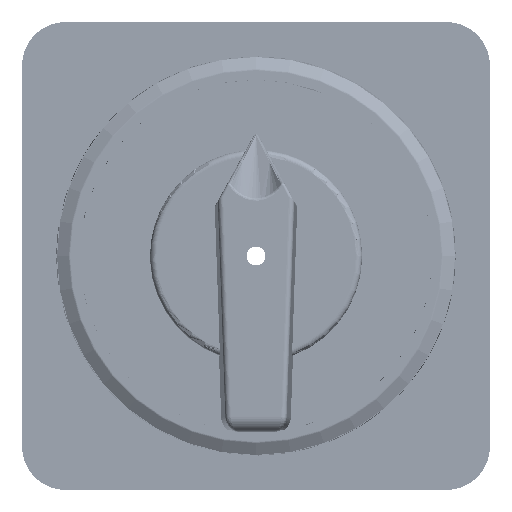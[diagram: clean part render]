
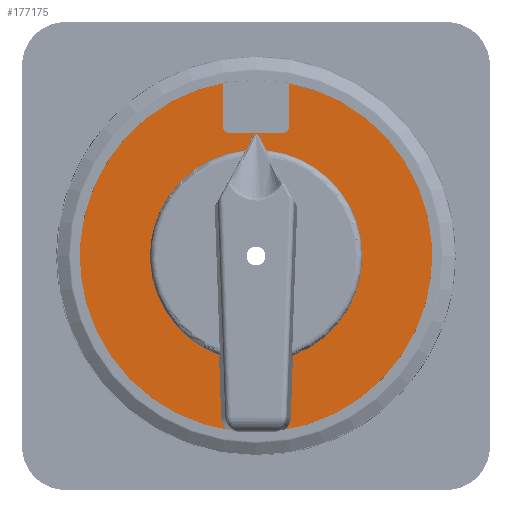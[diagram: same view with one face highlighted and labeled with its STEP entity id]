
A CAD part, front view. The second image highlights one B-rep face of the part: STEP entity #177175.
In plain terms, the highlighted planar face has unit normal (0, -1, 0).
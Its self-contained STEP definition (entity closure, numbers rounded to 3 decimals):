
#172809=CARTESIAN_POINT('',(0.,-14.75,0.));
#172810=DIRECTION('',(0.,1.,0.));
#172811=DIRECTION('',(-0.989,0.,-0.145));
#172812=AXIS2_PLACEMENT_3D('',#172809,#172810,#172811);
#172817=CARTESIAN_POINT('',(0.,-14.75,0.));
#172818=DIRECTION('',(0.,1.,0.));
#172819=DIRECTION('',(-0.989,0.,0.145));
#172820=AXIS2_PLACEMENT_3D('',#172817,#172818,#172819);
#172825=CARTESIAN_POINT('',(-4.3,-14.75,20.75));
#172826=DIRECTION('',(0.,-1.,0.));
#172827=DIRECTION('',(-1.,0.,0.));
#172828=AXIS2_PLACEMENT_3D('',#172825,#172826,#172827);
#172833=CARTESIAN_POINT('',(4.3,-14.75,20.75));
#172834=DIRECTION('',(0.,-1.,0.));
#172835=DIRECTION('',(0.,0.,-1.));
#172836=AXIS2_PLACEMENT_3D('',#172833,#172834,#172835);
#172841=CARTESIAN_POINT('',(0.,-14.75,0.));
#172842=DIRECTION('',(0.,1.,0.));
#172843=DIRECTION('',(0.188,0.,0.982));
#172844=AXIS2_PLACEMENT_3D('',#172841,#172842,#172843);
#172849=CARTESIAN_POINT('',(0.,-14.75,0.));
#172850=DIRECTION('',(0.,1.,0.));
#172851=DIRECTION('',(0.396,0.,0.918));
#172852=AXIS2_PLACEMENT_3D('',#172849,#172850,#172851);
#172857=CARTESIAN_POINT('',(0.,-14.75,0.));
#172858=DIRECTION('',(0.,1.,0.));
#172859=DIRECTION('',(0.62,0.,0.784));
#172860=AXIS2_PLACEMENT_3D('',#172857,#172858,#172859);
#172865=CARTESIAN_POINT('',(0.,-14.75,0.));
#172866=DIRECTION('',(0.,1.,0.));
#172867=DIRECTION('',(0.62,0.,-0.784));
#172868=AXIS2_PLACEMENT_3D('',#172865,#172866,#172867);
#172873=CARTESIAN_POINT('',(0.,-14.75,0.));
#172874=DIRECTION('',(0.,1.,0.));
#172875=DIRECTION('',(0.396,0.,-0.918));
#172876=AXIS2_PLACEMENT_3D('',#172873,#172874,#172875);
#172881=CARTESIAN_POINT('',(4.532,-14.75,-27.884));
#172882=CARTESIAN_POINT('',(4.866,-14.75,-27.646));
#172883=CARTESIAN_POINT('',(5.348,-14.75,-27.069));
#172884=CARTESIAN_POINT('',(5.563,-14.75,-26.348));
#172885=CARTESIAN_POINT('',(5.577,-14.75,-25.938));
#172890=DIRECTION('',(0.035,0.,0.999));
#172891=VECTOR('',#172890,10.01);
#172892=CARTESIAN_POINT('',(5.577,-14.75,-25.938));
#172893=LINE('',#172892,#172891);
#172897=CARTESIAN_POINT('',(0.,-14.75,0.));
#172898=DIRECTION('',(0.,-1.,0.));
#172899=DIRECTION('',(0.349,0.,-0.937));
#172900=AXIS2_PLACEMENT_3D('',#172897,#172898,#172899);
#172905=DIRECTION('',(-0.48,0.,0.877));
#172906=VECTOR('',#172905,2.691);
#172907=CARTESIAN_POINT('',(1.685,-14.75,16.916));
#172908=LINE('',#172907,#172906);
#172912=CARTESIAN_POINT('',(0.,-14.75,19.062));
#172913=DIRECTION('',(0.,-1.,0.));
#172914=DIRECTION('',(0.877,0.,0.48));
#172915=AXIS2_PLACEMENT_3D('',#172912,#172913,#172914);
#172920=CARTESIAN_POINT('',(0.,-14.75,19.062));
#172921=DIRECTION('',(0.,-1.,0.));
#172922=DIRECTION('',(0.,0.,1.));
#172923=AXIS2_PLACEMENT_3D('',#172920,#172921,#172922);
#172928=DIRECTION('',(-0.48,0.,-0.877));
#172929=VECTOR('',#172928,2.691);
#172930=CARTESIAN_POINT('',(-0.395,-14.75,19.278));
#172931=LINE('',#172930,#172929);
#172935=CARTESIAN_POINT('',(0.,-14.75,0.));
#172936=DIRECTION('',(0.,-1.,0.));
#172937=DIRECTION('',(-0.099,0.,0.995));
#172938=AXIS2_PLACEMENT_3D('',#172935,#172936,#172937);
#172943=DIRECTION('',(0.035,0.,
-0.999));
#172944=VECTOR('',#172943,10.01);
#172945=CARTESIAN_POINT('',(-5.926,-14.75,-15.934));
#172946=LINE('',#172945,#172944);
#172950=CARTESIAN_POINT('',(-5.577,-14.75,-25.938));
#172951=CARTESIAN_POINT('',(-5.563,-14.75,-26.348));
#172952=CARTESIAN_POINT('',(-5.348,-14.75,-27.069));
#172953=CARTESIAN_POINT('',(-4.866,-14.75,-27.646));
#172954=CARTESIAN_POINT('',(-4.532,-14.75,-27.884));
#172959=CARTESIAN_POINT('',(0.,-14.75,0.));
#172960=DIRECTION('',(0.,1.,0.));
#172961=DIRECTION('',(-0.16,0.,-0.987));
#172962=AXIS2_PLACEMENT_3D('',#172959,#172960,#172961);
#173016=CARTESIAN_POINT('',(-4.532,-14.75,-27.884));
#173306=DIRECTION('',(0.,0.,-1.));
#173307=VECTOR('',#173306,6.998);
#173308=CARTESIAN_POINT('',(5.3,-14.75,27.748));
#173309=LINE('',#173308,#173307);
#173334=DIRECTION('',(-1.,0.,0.));
#173335=VECTOR('',#173334,8.6);
#173336=CARTESIAN_POINT('',(4.3,-14.75,19.75));
#173337=LINE('',#173336,#173335);
#173362=DIRECTION('',(0.,0.,1.));
#173363=VECTOR('',#173362,6.998);
#173364=CARTESIAN_POINT('',(-5.3,-14.75,20.75));
#173365=LINE('',#173364,#173363);
#175421=CARTESIAN_POINT('',(-27.951,-14.75,4.1));
#175422=VERTEX_POINT('',#175421);
#175480=VERTEX_POINT('',#173016);
#175481=VERTEX_POINT('',#172950);
#175505=VERTEX_POINT('',#172881);
#175506=VERTEX_POINT('',#172885);
#175507=CARTESIAN_POINT('',(-27.951,-14.75,-4.1));
#175508=VERTEX_POINT('',#175507);
#175509=CARTESIAN_POINT('',(-5.3,-14.75,27.748));
#175510=VERTEX_POINT('',#175509);
#175511=CARTESIAN_POINT('',(-5.3,-14.75,20.75));
#175512=VERTEX_POINT('',#175511);
#175513=CARTESIAN_POINT('',(-4.3,-14.75,19.75));
#175514=VERTEX_POINT('',#175513);
#175515=CARTESIAN_POINT('',(4.3,-14.75,19.75));
#175516=VERTEX_POINT('',#175515);
#175517=CARTESIAN_POINT('',(5.3,-14.75,20.75));
#175518=VERTEX_POINT('',#175517);
#175519=CARTESIAN_POINT('',(5.3,-14.75,27.748));
#175520=VERTEX_POINT('',#175519);
#175521=CARTESIAN_POINT('',(11.182,-14.75,25.943));
#175522=VERTEX_POINT('',#175521);
#175523=CARTESIAN_POINT('',(17.526,-14.75,22.156));
#175524=VERTEX_POINT('',#175523);
#175525=CARTESIAN_POINT('',(17.526,-14.75,-22.156));
#175526=VERTEX_POINT('',#175525);
#175527=CARTESIAN_POINT('',(11.182,-14.75,-25.943));
#175528=VERTEX_POINT('',#175527);
#175529=CARTESIAN_POINT('',(5.926,-14.75,-15.934));
#175530=VERTEX_POINT('',#175529);
#175531=CARTESIAN_POINT('',(1.685,-14.75,16.916));
#175532=VERTEX_POINT('',#175531);
#175533=CARTESIAN_POINT('',(0.395,-14.75,19.278));
#175534=VERTEX_POINT('',#175533);
#175535=CARTESIAN_POINT('',(0.,-14.75,19.512));
#175536=VERTEX_POINT('',#175535);
#175537=CARTESIAN_POINT('',(-0.395,-14.75,19.278));
#175538=VERTEX_POINT('',#175537);
#175539=CARTESIAN_POINT('',(-1.685,-14.75,16.916));
#175540=VERTEX_POINT('',#175539);
#175541=CARTESIAN_POINT('',(-5.926,-14.75,-15.934));
#175542=VERTEX_POINT('',#175541);
#177124=CARTESIAN_POINT('',(0.,-14.75,0.));
#177125=DIRECTION('',(0.,1.,0.));
#177126=DIRECTION('',(0.,0.,1.));
#177127=AXIS2_PLACEMENT_3D('',#177124,#177125,#177126);
#177128=PLANE('',#177127);
#177130=ORIENTED_EDGE('',*,*,#177129,.T.);
#177132=ORIENTED_EDGE('',*,*,#177131,.T.);
#177134=ORIENTED_EDGE('',*,*,#177133,.F.);
#177136=ORIENTED_EDGE('',*,*,#177135,.T.);
#177138=ORIENTED_EDGE('',*,*,#177137,.F.);
#177140=ORIENTED_EDGE('',*,*,#177139,.T.);
#177142=ORIENTED_EDGE('',*,*,#177141,.F.);
#177144=ORIENTED_EDGE('',*,*,#177143,.T.);
#177146=ORIENTED_EDGE('',*,*,#177145,.T.);
#177148=ORIENTED_EDGE('',*,*,#177147,.T.);
#177150=ORIENTED_EDGE('',*,*,#177149,.T.);
#177152=ORIENTED_EDGE('',*,*,#177151,.T.);
#177153=ORIENTED_EDGE('',*,*,#177112,.T.);
#177155=ORIENTED_EDGE('',*,*,#177154,.T.);
#177157=ORIENTED_EDGE('',*,*,#177156,.T.);
#177159=ORIENTED_EDGE('',*,*,#177158,.T.);
#177161=ORIENTED_EDGE('',*,*,#177160,.T.);
#177163=ORIENTED_EDGE('',*,*,#177162,.T.);
#177165=ORIENTED_EDGE('',*,*,#177164,.T.);
#177167=ORIENTED_EDGE('',*,*,#177166,.T.);
#177169=ORIENTED_EDGE('',*,*,#177168,.T.);
#177170=ORIENTED_EDGE('',*,*,#176771,.T.);
#177172=ORIENTED_EDGE('',*,*,#177171,.T.);
#177173=EDGE_LOOP('',(#177130,#177132,#177134,#177136,#177138,#177140,#177142,
#177144,#177146,#177148,#177150,#177152,#177153,#177155,#177157,#177159,#177161,
#177163,#177165,#177167,#177169,#177170,#177172));
#177174=FACE_OUTER_BOUND('',#177173,.F.);
#172813=CIRCLE('',#172812,28.25);
#172821=CIRCLE('',#172820,28.25);
#172829=CIRCLE('',#172828,1.);
#172837=CIRCLE('',#172836,1.);
#172845=CIRCLE('',#172844,28.25);
#172853=CIRCLE('',#172852,28.25);
#172861=CIRCLE('',#172860,28.25);
#172869=CIRCLE('',#172868,28.25);
#172877=CIRCLE('',#172876,28.25);
#172886=B_SPLINE_CURVE_WITH_KNOTS('',3,(#172881,#172882,#172883,#172884,
#172885),.UNSPECIFIED.,.F.,.F.,(4,1,4),(0.,0.5,1.),.UNSPECIFIED.);
#172901=CIRCLE('',#172900,17.);
#172916=CIRCLE('',#172915,0.45);
#172924=CIRCLE('',#172923,0.45);
#172939=CIRCLE('',#172938,17.);
#172955=B_SPLINE_CURVE_WITH_KNOTS('',3,(#172950,#172951,#172952,#172953,
#172954),.UNSPECIFIED.,.F.,.F.,(4,1,4),(0.,0.5,1.),.UNSPECIFIED.);
#172963=CIRCLE('',#172962,28.25);
#176771=EDGE_CURVE('',#175481,#175480,#172955,.T.);
#177112=EDGE_CURVE('',#175505,#175506,#172886,.T.);
#177129=EDGE_CURVE('',#175508,#175422,#172813,.T.);
#177131=EDGE_CURVE('',#175422,#175510,#172821,.T.);
#177133=EDGE_CURVE('',#175512,#175510,#173365,.T.);
#177135=EDGE_CURVE('',#175512,#175514,#172829,.T.);
#177137=EDGE_CURVE('',#175516,#175514,#173337,.T.);
#177139=EDGE_CURVE('',#175516,#175518,#172837,.T.);
#177141=EDGE_CURVE('',#175520,#175518,#173309,.T.);
#177143=EDGE_CURVE('',#175520,#175522,#172845,.T.);
#177145=EDGE_CURVE('',#175522,#175524,#172853,.T.);
#177147=EDGE_CURVE('',#175524,#175526,#172861,.T.);
#177149=EDGE_CURVE('',#175526,#175528,#172869,.T.);
#177151=EDGE_CURVE('',#175528,#175505,#172877,.T.);
#177154=EDGE_CURVE('',#175506,#175530,#172893,.T.);
#177156=EDGE_CURVE('',#175530,#175532,#172901,.T.);
#177158=EDGE_CURVE('',#175532,#175534,#172908,.T.);
#177160=EDGE_CURVE('',#175534,#175536,#172916,.T.);
#177162=EDGE_CURVE('',#175536,#175538,#172924,.T.);
#177164=EDGE_CURVE('',#175538,#175540,#172931,.T.);
#177166=EDGE_CURVE('',#175540,#175542,#172939,.T.);
#177168=EDGE_CURVE('',#175542,#175481,#172946,.T.);
#177171=EDGE_CURVE('',#175480,#175508,#172963,.T.);
#177175=ADVANCED_FACE('',(#177174),#177128,.F.);
